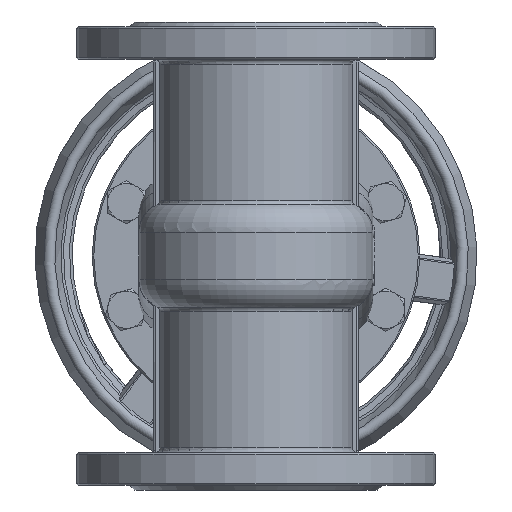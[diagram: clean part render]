
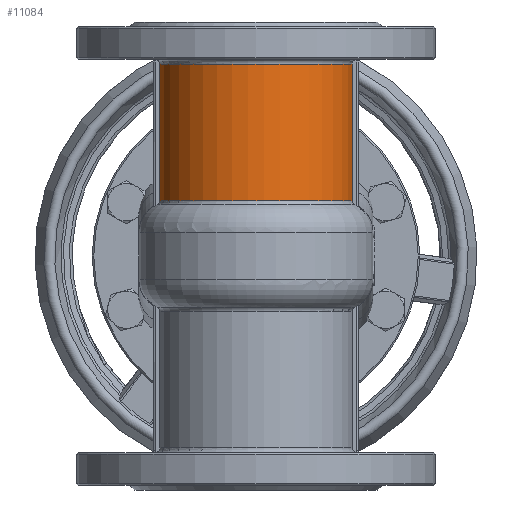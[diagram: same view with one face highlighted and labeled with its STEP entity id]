
A CAD part, front view. The second image highlights one B-rep face of the part: STEP entity #11084.
In plain terms, the highlighted cylindrical face has radius 62.5 mm (diameter 125 mm), a partial arc.
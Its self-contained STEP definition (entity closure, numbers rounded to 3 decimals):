
#1118=CYLINDRICAL_SURFACE('',#12267,62.5);
#1546=FACE_OUTER_BOUND('',#2267,.T.);
#2267=EDGE_LOOP('',(#8893,#8894,#8895,#8896));
#2559=LINE('',#16204,#3151);
#2988=LINE('',#19373,#3580);
#3151=VECTOR('',#13002,10.);
#3580=VECTOR('',#14747,10.);
#3779=CIRCLE('',#11609,62.5);
#4103=CIRCLE('',#12266,62.5);
#4425=VERTEX_POINT('',#16194);
#4426=VERTEX_POINT('',#16203);
#4428=VERTEX_POINT('',#16229);
#4985=VERTEX_POINT('',#19372);
#5449=EDGE_CURVE('',#4426,#4425,#2559,.T.);
#5454=EDGE_CURVE('',#4426,#4428,#3779,.T.);
#6346=EDGE_CURVE('',#4428,#4985,#2988,.F.);
#6350=EDGE_CURVE('',#4425,#4985,#4103,.T.);
#8893=ORIENTED_EDGE('',*,*,#5454,.F.);
#8894=ORIENTED_EDGE('',*,*,#5449,.T.);
#8895=ORIENTED_EDGE('',*,*,#6350,.T.);
#8896=ORIENTED_EDGE('',*,*,#6346,.F.);
#11084=ADVANCED_FACE('',(#1546),#1118,.T.);
#11609=AXIS2_PLACEMENT_3D('',#16240,#13009,#13010);
#12266=AXIS2_PLACEMENT_3D('',#19389,#14752,#14753);
#12267=AXIS2_PLACEMENT_3D('',#19390,#14754,#14755);
#13002=DIRECTION('',(0.,0.,-1.));
#13009=DIRECTION('center_axis',(0.,0.,1.));
#13010=DIRECTION('ref_axis',(0.,-1.,0.));
#14747=DIRECTION('',(0.,0.,1.));
#14752=DIRECTION('center_axis',(0.,0.,1.));
#14753=DIRECTION('ref_axis',(0.,-1.,0.));
#14754=DIRECTION('center_axis',(0.,0.,1.));
#14755=DIRECTION('ref_axis',(1.,0.,0.));
#16194=CARTESIAN_POINT('',(-61.695,-10.,150.463));
#16203=CARTESIAN_POINT('',(-61.695,-10.,238.));
#16204=CARTESIAN_POINT('',(-61.695,-10.,210.));
#16229=CARTESIAN_POINT('',(61.695,-10.,238.));
#16240=CARTESIAN_POINT('Origin',(0.,0.,238.));
#19372=CARTESIAN_POINT('',(61.695,-10.,150.463));
#19373=CARTESIAN_POINT('',(61.695,-10.,210.));
#19389=CARTESIAN_POINT('Origin',(0.,0.,150.463));
#19390=CARTESIAN_POINT('Origin',(0.,0.,210.));
